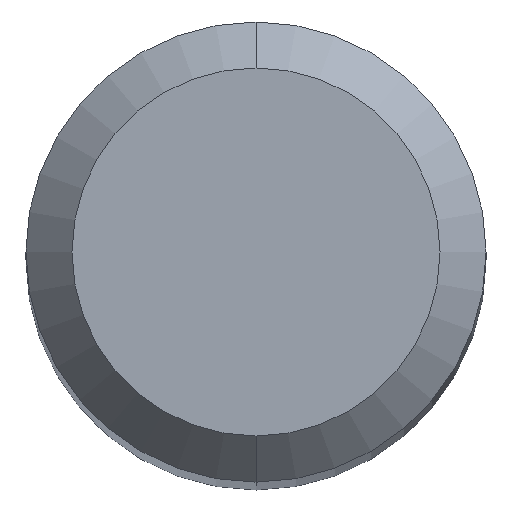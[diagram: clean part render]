
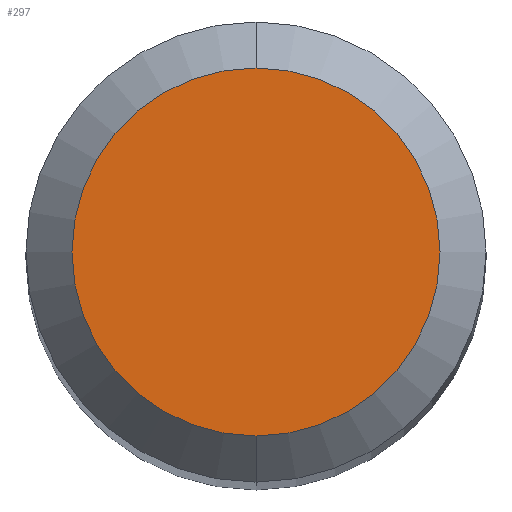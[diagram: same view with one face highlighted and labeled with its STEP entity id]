
A CAD part, top view. The second image highlights one B-rep face of the part: STEP entity #297.
In plain terms, the highlighted planar face has unit normal (0, 0, 1).
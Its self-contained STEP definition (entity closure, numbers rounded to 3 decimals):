
#231=VERTEX_POINT('',#543);
#235=EDGE_CURVE('',#231,#401,#547,.T.);
#297=ADVANCED_FACE('',(#616),#617,.T.);
#325=EDGE_CURVE('',#401,#231,#646,.T.);
#401=VERTEX_POINT('',#730);
#543=CARTESIAN_POINT('',(0.,-1.2,0.0));
#547=CIRCLE('',#950,1.2);
#616=FACE_OUTER_BOUND('',#1130,.T.);
#617=PLANE('',#1131);
#646=CIRCLE('',#1184,1.2);
#730=CARTESIAN_POINT('',(0.0,1.2,0.0));
#950=AXIS2_PLACEMENT_3D('',#1515,#1516,#1517);
#1130=EDGE_LOOP('',(#1608,#1609));
#1131=AXIS2_PLACEMENT_3D('',#1610,#1611,#1612);
#1184=AXIS2_PLACEMENT_3D('',#1627,#1628,#1629);
#1515=CARTESIAN_POINT('',(0.0,0.0,0.0));
#1516=DIRECTION('',(0.0,0.0,-1.0));
#1517=DIRECTION('',(0.0,1.0,0.0));
#1608=ORIENTED_EDGE('',*,*,#325,.F.);
#1609=ORIENTED_EDGE('',*,*,#235,.F.);
#1610=CARTESIAN_POINT('',(0.0,0.6,0.0));
#1611=DIRECTION('',(-0.0,0.0,1.0));
#1612=DIRECTION('',(0.0,-1.0,0.0));
#1627=CARTESIAN_POINT('',(0.0,0.0,0.0));
#1628=DIRECTION('',(0.0,0.0,-1.0));
#1629=DIRECTION('',(0.0,1.0,0.0));
